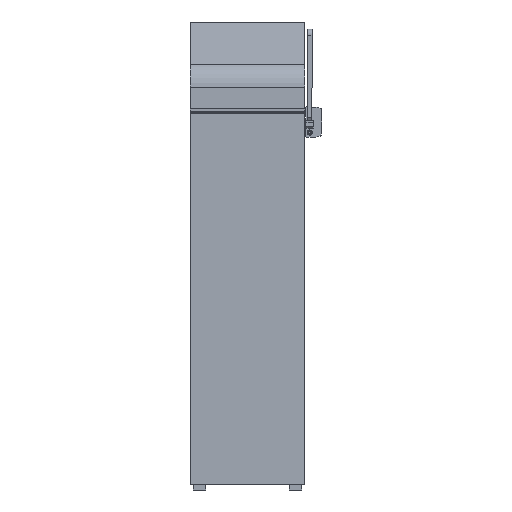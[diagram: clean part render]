
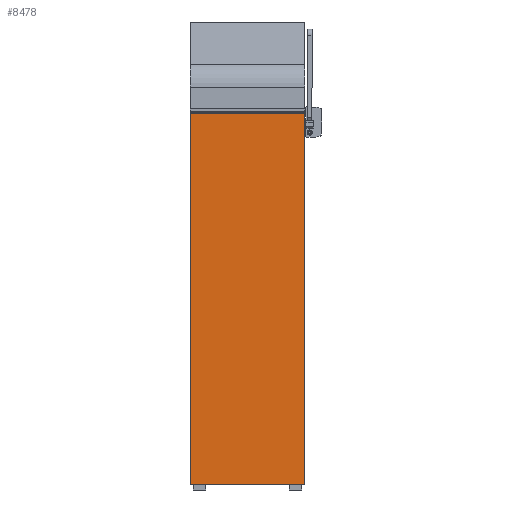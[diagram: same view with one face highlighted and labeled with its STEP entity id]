
A CAD part, front view. The second image highlights one B-rep face of the part: STEP entity #8478.
In plain terms, the highlighted planar face has unit normal (0, -1, 0).
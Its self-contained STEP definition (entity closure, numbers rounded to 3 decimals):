
#179 = CARTESIAN_POINT ( 'NONE',  ( 0., -224.3, 746.194 ) ) ;
#509 = CARTESIAN_POINT ( 'NONE',  ( 0., -224.3, 10.354 ) ) ;
#547 = VECTOR ( 'NONE', #6505, 1000. ) ;
#554 = LINE ( 'NONE', #11043, #3838 ) ;
#680 = ORIENTED_EDGE ( 'NONE', *, *, #8088, .F. ) ;
#718 = DIRECTION ( 'NONE',  ( -1., 0., 0. ) ) ;
#947 = VECTOR ( 'NONE', #13424, 1000. ) ;
#1315 = CARTESIAN_POINT ( 'NONE',  ( -113.5, -224.3, 746.194 ) ) ;
#2224 = CARTESIAN_POINT ( 'NONE',  ( 113.5, -224.3, 10.354 ) ) ;
#2344 = FACE_OUTER_BOUND ( 'NONE', #6819, .T. ) ;
#2404 = DIRECTION ( 'NONE',  ( 0., 0., -1. ) ) ;
#3306 = LINE ( 'NONE', #7341, #547 ) ;
#3838 = VECTOR ( 'NONE', #4650, 1000. ) ;
#3848 = VECTOR ( 'NONE', #718, 1000. ) ;
#3928 = LINE ( 'NONE', #5240, #3848 ) ;
#4650 = DIRECTION ( 'NONE',  ( 0., 0., 1. ) ) ;
#5150 = ORIENTED_EDGE ( 'NONE', *, *, #12014, .T. ) ;
#5240 = CARTESIAN_POINT ( 'NONE',  ( 0., -224.3, 746.194 ) ) ;
#6505 = DIRECTION ( 'NONE',  ( 0., 0., -1. ) ) ;
#6807 = VERTEX_POINT ( 'NONE', #7682 ) ;
#6819 = EDGE_LOOP ( 'NONE', ( #680, #10995, #5150, #13389 ) ) ;
#7341 = CARTESIAN_POINT ( 'NONE',  ( 113.5, -224.3, 10.354 ) ) ;
#7682 = CARTESIAN_POINT ( 'NONE',  ( -113.5, -224.3, 10.354 ) ) ;
#8088 = EDGE_CURVE ( 'NONE', #13621, #6807, #10096, .T. ) ;
#8478 = ADVANCED_FACE ( 'NONE', ( #2344 ), #12872, .T. ) ;
#8795 = DIRECTION ( 'NONE',  ( 0., -1., 0. ) ) ;
#10096 = LINE ( 'NONE', #509, #947 ) ;
#10866 = CARTESIAN_POINT ( 'NONE',  ( 113.5, -224.3, 746.194 ) ) ;
#10995 = ORIENTED_EDGE ( 'NONE', *, *, #13269, .F. ) ;
#11043 = CARTESIAN_POINT ( 'NONE',  ( -113.5, -224.3, 10.354 ) ) ;
#11067 = VERTEX_POINT ( 'NONE', #1315 ) ;
#11370 = VERTEX_POINT ( 'NONE', #10866 ) ;
#11837 = AXIS2_PLACEMENT_3D ( 'NONE', #179, #8795, #2404 ) ;
#12014 = EDGE_CURVE ( 'NONE', #11370, #11067, #3928, .T. ) ;
#12716 = EDGE_CURVE ( 'NONE', #6807, #11067, #554, .T. ) ;
#12872 = PLANE ( 'NONE',  #11837 ) ;
#13269 = EDGE_CURVE ( 'NONE', #11370, #13621, #3306, .T. ) ;
#13389 = ORIENTED_EDGE ( 'NONE', *, *, #12716, .F. ) ;
#13424 = DIRECTION ( 'NONE',  ( -1., 0., 0. ) ) ;
#13621 = VERTEX_POINT ( 'NONE', #2224 ) ;
